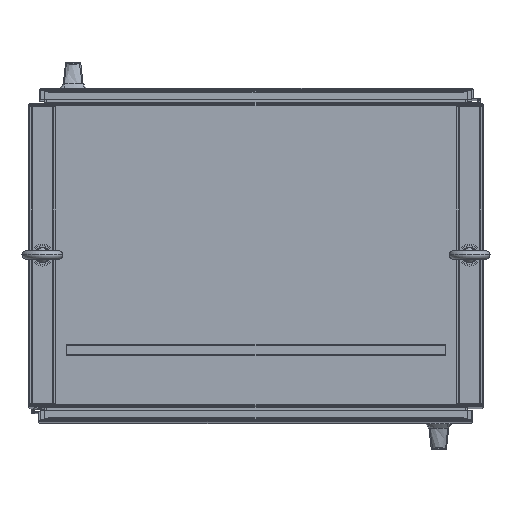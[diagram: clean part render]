
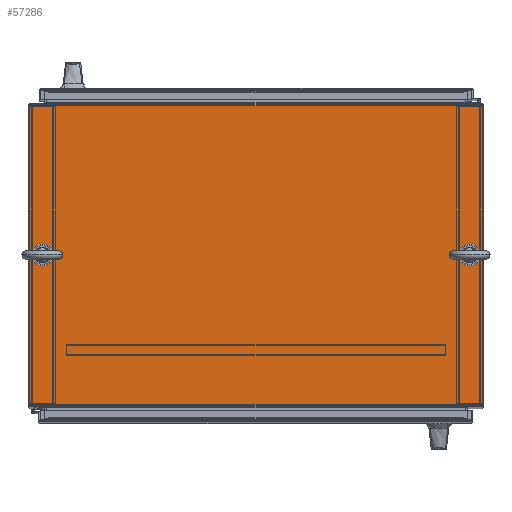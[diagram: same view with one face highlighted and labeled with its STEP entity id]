
A CAD part, top view. The second image highlights one B-rep face of the part: STEP entity #57286.
In plain terms, the highlighted planar face has unit normal (0, 0, 1).
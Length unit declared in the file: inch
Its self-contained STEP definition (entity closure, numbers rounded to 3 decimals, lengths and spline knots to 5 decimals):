
#1705 = DIRECTION ( 'NONE',  ( 0., 0., -1. ) ) ;
#3413 = CARTESIAN_POINT ( 'NONE',  ( 16.935, 0., 89.965 ) ) ;
#4655 = EDGE_CURVE ( 'NONE', #131283, #170761, #65283, .T. ) ;
#11922 = CIRCLE ( 'NONE', #167699, 0.375 ) ;
#18472 = LINE ( 'NONE', #56783, #135748 ) ;
#20211 = CARTESIAN_POINT ( 'NONE',  ( -17.935, -12.03, 89.965 ) ) ;
#23316 = CARTESIAN_POINT ( 'NONE',  ( 17.31, 0., 89.965 ) ) ;
#23339 = CARTESIAN_POINT ( 'NONE',  ( -17.935, -11.887, 89.965 ) ) ;
#24904 = AXIS2_PLACEMENT_3D ( 'NONE', #72429, #48903, #75021 ) ;
#25451 = VERTEX_POINT ( 'NONE', #169104 ) ;
#28436 = CARTESIAN_POINT ( 'NONE',  ( -16.935, 0., 89.965 ) ) ;
#36723 = VERTEX_POINT ( 'NONE', #101725 ) ;
#43988 = CARTESIAN_POINT ( 'NONE',  ( -17.935, -11.887, 89.965 ) ) ;
#44845 = LINE ( 'NONE', #43988, #49409 ) ;
#46325 = ORIENTED_EDGE ( 'NONE', *, *, #147406, .T. ) ;
#48903 = DIRECTION ( 'NONE',  ( 0., 0., -1. ) ) ;
#49409 = VECTOR ( 'NONE', #84061, 39.37008 ) ;
#49647 = CARTESIAN_POINT ( 'NONE',  ( 16.56, 0., 89.965 ) ) ;
#52456 = DIRECTION ( 'NONE',  ( -1., 0., 0. ) ) ;
#53127 = CARTESIAN_POINT ( 'NONE',  ( -17.935, 11.887, 89.965 ) ) ;
#55401 = DIRECTION ( 'NONE',  ( 1., 0., 0. ) ) ;
#55865 = LINE ( 'NONE', #108992, #142976 ) ;
#56783 = CARTESIAN_POINT ( 'NONE',  ( -17.935, -12.03, 89.965 ) ) ;
#57125 = DIRECTION ( 'NONE',  ( 0., 0., -1. ) ) ;
#57286 = ADVANCED_FACE ( 'NONE', ( #139518, #88149, #75901 ), #127295, .T. ) ;
#59762 = EDGE_LOOP ( 'NONE', ( #80550, #124473 ) ) ;
#63156 = DIRECTION ( 'NONE',  ( 0., 0., -1. ) ) ;
#64858 = DIRECTION ( 'NONE',  ( 1., 0., 0. ) ) ;
#65028 = ORIENTED_EDGE ( 'NONE', *, *, #139560, .T. ) ;
#65283 = CIRCLE ( 'NONE', #84838, 0.375 ) ;
#65521 = DIRECTION ( 'NONE',  ( 0., 1., 0. ) ) ;
#65522 = LINE ( 'NONE', #171730, #163956 ) ;
#66945 = CARTESIAN_POINT ( 'NONE',  ( -17.31, 0., 89.965 ) ) ;
#72389 = EDGE_CURVE ( 'NONE', #170761, #131283, #107187, .T. ) ;
#72429 = CARTESIAN_POINT ( 'NONE',  ( -16.935, 0., 89.965 ) ) ;
#73887 = VERTEX_POINT ( 'NONE', #53127 ) ;
#74825 = EDGE_CURVE ( 'NONE', #73887, #131814, #18472, .T. ) ;
#75021 = DIRECTION ( 'NONE',  ( 1., 0., 0. ) ) ;
#75901 = FACE_BOUND ( 'NONE', #92217, .T. ) ;
#76530 = ORIENTED_EDGE ( 'NONE', *, *, #4655, .T. ) ;
#80550 = ORIENTED_EDGE ( 'NONE', *, *, #82793, .T. ) ;
#82793 = EDGE_CURVE ( 'NONE', #36723, #169725, #94395, .T. ) ;
#84061 = DIRECTION ( 'NONE',  ( 1., 0., 0. ) ) ;
#84838 = AXIS2_PLACEMENT_3D ( 'NONE', #3413, #1705, #161910 ) ;
#87279 = DIRECTION ( 'NONE',  ( 0., 0., 1. ) ) ;
#87615 = EDGE_CURVE ( 'NONE', #169725, #36723, #11922, .T. ) ;
#88149 = FACE_BOUND ( 'NONE', #59762, .T. ) ;
#92217 = EDGE_LOOP ( 'NONE', ( #76530, #129027 ) ) ;
#94395 = CIRCLE ( 'NONE', #24904, 0.375 ) ;
#96856 = DIRECTION ( 'NONE',  ( 0., -1., 0. ) ) ;
#101725 = CARTESIAN_POINT ( 'NONE',  ( -16.56, 0., 89.965 ) ) ;
#107187 = CIRCLE ( 'NONE', #109929, 0.375 ) ;
#108992 = CARTESIAN_POINT ( 'NONE',  ( 17.935, -12.03, 89.965 ) ) ;
#109929 = AXIS2_PLACEMENT_3D ( 'NONE', #146712, #63156, #64858 ) ;
#116712 = AXIS2_PLACEMENT_3D ( 'NONE', #20211, #87279, #155162 ) ;
#122547 = CARTESIAN_POINT ( 'NONE',  ( 17.935, -11.887, 89.965 ) ) ;
#124473 = ORIENTED_EDGE ( 'NONE', *, *, #87615, .T. ) ;
#127295 = PLANE ( 'NONE',  #116712 ) ;
#129027 = ORIENTED_EDGE ( 'NONE', *, *, #72389, .T. ) ;
#131283 = VERTEX_POINT ( 'NONE', #23316 ) ;
#131814 = VERTEX_POINT ( 'NONE', #23339 ) ;
#135482 = EDGE_CURVE ( 'NONE', #131814, #141791, #44845, .T. ) ;
#135748 = VECTOR ( 'NONE', #96856, 39.37008 ) ;
#139332 = ORIENTED_EDGE ( 'NONE', *, *, #135482, .T. ) ;
#139518 = FACE_OUTER_BOUND ( 'NONE', #157424, .T. ) ;
#139560 = EDGE_CURVE ( 'NONE', #141791, #25451, #55865, .T. ) ;
#141791 = VERTEX_POINT ( 'NONE', #122547 ) ;
#142976 = VECTOR ( 'NONE', #65521, 39.37008 ) ;
#146712 = CARTESIAN_POINT ( 'NONE',  ( 16.935, 0., 89.965 ) ) ;
#147406 = EDGE_CURVE ( 'NONE', #25451, #73887, #65522, .T. ) ;
#155162 = DIRECTION ( 'NONE',  ( 1., 0., 0. ) ) ;
#157424 = EDGE_LOOP ( 'NONE', ( #169454, #139332, #65028, #46325 ) ) ;
#161910 = DIRECTION ( 'NONE',  ( 1., 0., 0. ) ) ;
#163956 = VECTOR ( 'NONE', #52456, 39.37008 ) ;
#167699 = AXIS2_PLACEMENT_3D ( 'NONE', #28436, #57125, #55401 ) ;
#169104 = CARTESIAN_POINT ( 'NONE',  ( 17.935, 11.887, 89.965 ) ) ;
#169454 = ORIENTED_EDGE ( 'NONE', *, *, #74825, .T. ) ;
#169725 = VERTEX_POINT ( 'NONE', #66945 ) ;
#170761 = VERTEX_POINT ( 'NONE', #49647 ) ;
#171730 = CARTESIAN_POINT ( 'NONE',  ( -17.935, 11.887, 89.965 ) ) ;
